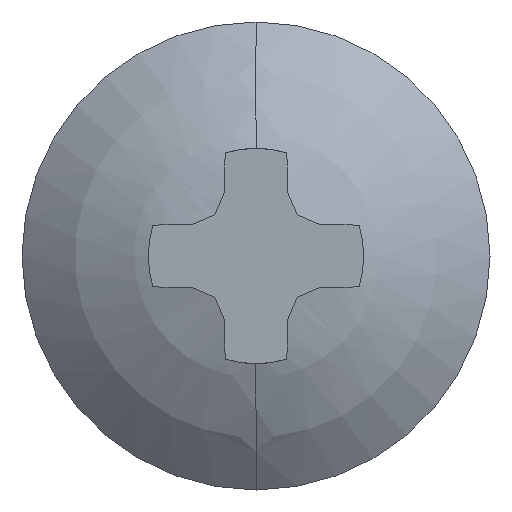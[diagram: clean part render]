
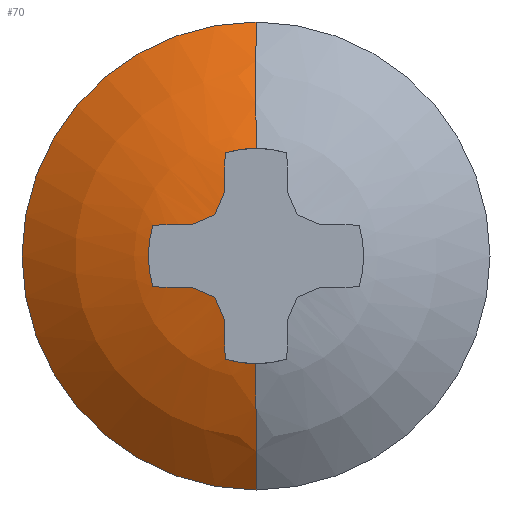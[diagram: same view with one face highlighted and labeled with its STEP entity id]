
A CAD part, left-side view. The second image highlights one B-rep face of the part: STEP entity #70.
In plain terms, the highlighted spherical face has radius 7.5 mm.
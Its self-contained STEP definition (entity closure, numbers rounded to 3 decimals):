
#70=ADVANCED_FACE('',(#375),#374,.T.);
#374=SPHERICAL_SURFACE('',#549,7.5);
#375=FACE_OUTER_BOUND('',#550,.T.);
#546=CARTESIAN_POINT('',(-5.5,0.,0.));
#547=DIRECTION('',(-1.,0.,0.));
#548=DIRECTION('',(0.,0.,1.));
#549=AXIS2_PLACEMENT_3D('',#546,#547,#548);
#550=EDGE_LOOP('',(#692,#693,#694,#695,#696,#697,#698,#699,#700,#701,#702,#703,#704,#705));
#692=ORIENTED_EDGE('',*,*,#787,.T.);
#693=ORIENTED_EDGE('',*,*,#736,.T.);
#694=ORIENTED_EDGE('',*,*,#733,.T.);
#695=ORIENTED_EDGE('',*,*,#738,.T.);
#696=ORIENTED_EDGE('',*,*,#723,.T.);
#697=ORIENTED_EDGE('',*,*,#729,.T.);
#698=ORIENTED_EDGE('',*,*,#727,.T.);
#699=ORIENTED_EDGE('',*,*,#764,.T.);
#700=ORIENTED_EDGE('',*,*,#766,.T.);
#701=ORIENTED_EDGE('',*,*,#768,.T.);
#702=ORIENTED_EDGE('',*,*,#791,.T.);
#703=ORIENTED_EDGE('',*,*,#800,.F.);
#704=ORIENTED_EDGE('',*,*,#796,.T.);
#705=ORIENTED_EDGE('',*,*,#801,.T.);
#723=EDGE_CURVE('',#803,#817,#824,.T.);
#727=EDGE_CURVE('',#831,#845,#852,.T.);
#729=EDGE_CURVE('',#817,#831,#864,.T.);
#733=EDGE_CURVE('',#871,#885,#892,.T.);
#736=EDGE_CURVE('',#899,#871,#912,.T.);
#738=EDGE_CURVE('',#885,#803,#924,.T.);
#764=EDGE_CURVE('',#845,#1097,#1104,.T.);
#766=EDGE_CURVE('',#1097,#1110,#1117,.T.);
#768=EDGE_CURVE('',#1110,#1123,#1130,.T.);
#787=EDGE_CURVE('',#1254,#899,#1255,.T.);
#791=EDGE_CURVE('',#1123,#1273,#1280,.T.);
#796=EDGE_CURVE('',#1310,#1311,#1312,.T.);
#800=EDGE_CURVE('',#1310,#1273,#1336,.T.);
#801=EDGE_CURVE('',#1311,#1254,#1342,.T.);
#803=VERTEX_POINT('',#1349);
#817=VERTEX_POINT('',#1357);
#824=CIRCLE('',#1364,7.467);
#831=VERTEX_POINT('',#1366);
#845=VERTEX_POINT('',#1374);
#852=CIRCLE('',#1381,7.467);
#864=CIRCLE('',#1389,2.3);
#871=VERTEX_POINT('',#1391);
#885=VERTEX_POINT('',#1399);
#892=CIRCLE('',#1406,7.409);
#899=VERTEX_POINT('',#1408);
#912=CIRCLE('',#1418,7.467);
#924=CIRCLE('',#1425,7.409);
#1097=VERTEX_POINT('',#1534);
#1104=CIRCLE('',#1541,7.409);
#1110=VERTEX_POINT('',#1542);
#1117=CIRCLE('',#1549,7.409);
#1123=VERTEX_POINT('',#1550);
#1130=CIRCLE('',#1557,7.467);
#1254=VERTEX_POINT('',#1630);
#1255=CIRCLE('',#1634,2.3);
#1273=VERTEX_POINT('',#1643);
#1280=CIRCLE('',#1651,2.3);
#1310=VERTEX_POINT('',#1660);
#1311=VERTEX_POINT('',#1661);
#1312=CIRCLE('',#1665,5.);
#1336=(BOUNDED_CURVE() B_SPLINE_CURVE(2,(#1674,#1675,#1676),.UNSPECIFIED.,.F.,.F.) B_SPLINE_CURVE_WITH_KNOTS((3,3),(0.,0.742),.UNSPECIFIED.) CURVE() GEOMETRIC_REPRESENTATION_ITEM() RATIONAL_B_SPLINE_CURVE((1.,0.971,0.985)) REPRESENTATION_ITEM('') );
#1342=(BOUNDED_CURVE() B_SPLINE_CURVE(2,(#1677,#1678,#1679),.UNSPECIFIED.,.F.,.F.) B_SPLINE_CURVE_WITH_KNOTS((3,3),(0.,0.742),.UNSPECIFIED.) CURVE() GEOMETRIC_REPRESENTATION_ITEM() RATIONAL_B_SPLINE_CURVE((0.75,0.728,0.739)) REPRESENTATION_ITEM('') );
#1349=CARTESIAN_POINT('',(-12.846,1.355,-0.675));
#1357=CARTESIAN_POINT('',(-12.639,2.203,-0.66));
#1361=CARTESIAN_POINT('',(-5.5,0.012,-0.698));
#1362=DIRECTION('',(0.,0.017,-1.));
#1363=DIRECTION('',(0.984,-0.18,-0.003));
#1364=AXIS2_PLACEMENT_3D('',#1361,#1362,#1363);
#1366=CARTESIAN_POINT('',(-12.639,2.203,0.66));
#1374=CARTESIAN_POINT('',(-12.846,1.355,0.675));
#1378=CARTESIAN_POINT('',(-5.5,0.012,0.698));
#1379=DIRECTION('',(0.,0.017,1.));
#1380=DIRECTION('',(0.956,-0.293,0.005));
#1381=AXIS2_PLACEMENT_3D('',#1378,#1379,#1380);
#1386=CARTESIAN_POINT('',(-12.639,0.,0.));
#1387=DIRECTION('',(1.,0.,0.));
#1388=DIRECTION('',(0.,-0.958,0.287));
#1389=AXIS2_PLACEMENT_3D('',#1386,#1387,#1388);
#1391=CARTESIAN_POINT('',(-12.846,0.675,-1.355));
#1399=CARTESIAN_POINT('',(-12.895,0.884,-0.884));
#1403=CARTESIAN_POINT('',(-5.5,1.066,-0.475));
#1404=DIRECTION('',(0.,0.914,-0.407));
#1405=DIRECTION('',(0.992,0.053,0.119));
#1406=AXIS2_PLACEMENT_3D('',#1403,#1404,#1405);
#1408=CARTESIAN_POINT('',(-12.639,0.66,-2.203));
#1415=CARTESIAN_POINT('',(-5.5,0.698,-0.012));
#1416=DIRECTION('',(0.,1.,-0.017));
#1417=DIRECTION('',(0.956,0.005,0.293));
#1418=AXIS2_PLACEMENT_3D('',#1415,#1416,#1417);
#1422=CARTESIAN_POINT('',(-5.5,0.475,-1.066));
#1423=DIRECTION('',(0.,0.407,-0.914));
#1424=DIRECTION('',(0.998,-0.055,-0.025));
#1425=AXIS2_PLACEMENT_3D('',#1422,#1423,#1424);
#1534=CARTESIAN_POINT('',(-12.895,0.884,0.884));
#1538=CARTESIAN_POINT('',(-5.5,0.475,1.066));
#1539=DIRECTION('',(0.,0.407,0.914));
#1540=DIRECTION('',(0.992,-0.119,0.053));
#1541=AXIS2_PLACEMENT_3D('',#1538,#1539,#1540);
#1542=CARTESIAN_POINT('',(-12.846,0.675,1.355));
#1546=CARTESIAN_POINT('',(-5.5,1.066,0.475));
#1547=DIRECTION('',(0.,0.914,0.407));
#1548=DIRECTION('',(0.998,0.025,-0.055));
#1549=AXIS2_PLACEMENT_3D('',#1546,#1547,#1548);
#1550=CARTESIAN_POINT('',(-12.639,0.66,2.203));
#1554=CARTESIAN_POINT('',(-5.5,0.698,0.012));
#1555=DIRECTION('',(0.,1.,0.017));
#1556=DIRECTION('',(0.984,0.003,-0.18));
#1557=AXIS2_PLACEMENT_3D('',#1554,#1555,#1556);
#1630=CARTESIAN_POINT('',(-12.639,0.,-2.3));
#1631=CARTESIAN_POINT('',(-12.639,0.,0.));
#1632=DIRECTION('',(1.,0.,0.));
#1633=DIRECTION('',(0.,0.,1.));
#1634=AXIS2_PLACEMENT_3D('',#1631,#1632,#1633);
#1643=CARTESIAN_POINT('',(-12.639,0.,2.3));
#1648=CARTESIAN_POINT('',(-12.639,0.,0.));
#1649=DIRECTION('',(1.,0.,0.));
#1650=DIRECTION('',(0.,0.,-1.));
#1651=AXIS2_PLACEMENT_3D('',#1648,#1649,#1650);
#1660=CARTESIAN_POINT('',(-11.09,0.,5.));
#1661=CARTESIAN_POINT('',(-11.09,0.,-5.));
#1662=CARTESIAN_POINT('',(-11.09,0.,0.));
#1663=DIRECTION('',(-1.,0.,0.));
#1664=DIRECTION('',(0.,0.,1.));
#1665=AXIS2_PLACEMENT_3D('',#1662,#1663,#1664);
#1674=CARTESIAN_POINT('',(-11.09,0.,5.));
#1675=CARTESIAN_POINT('',(-12.151,0.,3.814));
#1676=CARTESIAN_POINT('',(-12.639,0.,2.3));
#1677=CARTESIAN_POINT('',(-11.09,0.,-5.));
#1678=CARTESIAN_POINT('',(-12.151,0.,-3.814));
#1679=CARTESIAN_POINT('',(-12.639,0.,-2.3));
